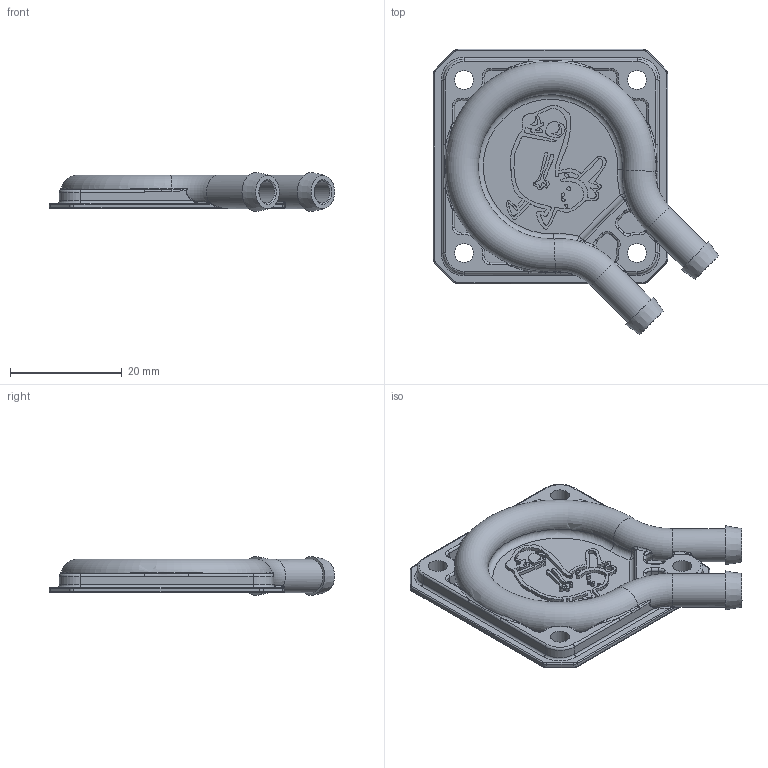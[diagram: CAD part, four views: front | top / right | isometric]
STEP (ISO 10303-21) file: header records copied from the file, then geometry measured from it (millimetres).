
FILE_DESCRIPTION(/* description */ ('','CAx-IF Rec.Pracs.---Representation and Presentation of Product Manufacturing Information (PMI)---4.0---2014-10-13'),/* implementation_level */ '2;1');
FILE_NAME(/* name */ 'Nema17 Watercooler v1.step',/* time_stamp */ '2024-12-19T01:11:08-05:00',/* author */ (''),/* organization */ (''),/* preprocessor_version */ 'ST-DEVELOPER v20',/* originating_system */ 'Autodesk Translation Framework v13.20.0.188',/* authorisation */ '');
FILE_SCHEMA (('AP242_MANAGED_MODEL_BASED_3D_ENGINEERING_MIM_LF { 1 0 10303 442 1 1 4 }'));
Length unit declared in the file: millimetre
Products named in the file (1): Nema17 Watercooler
Bounding box: 51.14 x 51.14 x 7 mm (x, y, z)
Volume: 4068.8 mm3; surface area: 6783.2 mm2
Topology: 1 solids, 1 shells, 650 faces, 1752 edges, 1106 vertices
Faces by surface type: bspline 379, plane 103, cylinder 95, torus 67, cone 4, sphere 2
Full cylindrical faces by diameter (mm): 3.4 x4, 4 x2, 6 x2
Entity records: 24816 total; most frequent: CARTESIAN_POINT 11842, ORIENTED_EDGE 3484, DIRECTION 1871, EDGE_CURVE 1742, VERTEX_POINT 1106, EDGE_LOOP 678, FACE_OUTER_BOUND 650, ADVANCED_FACE 650
